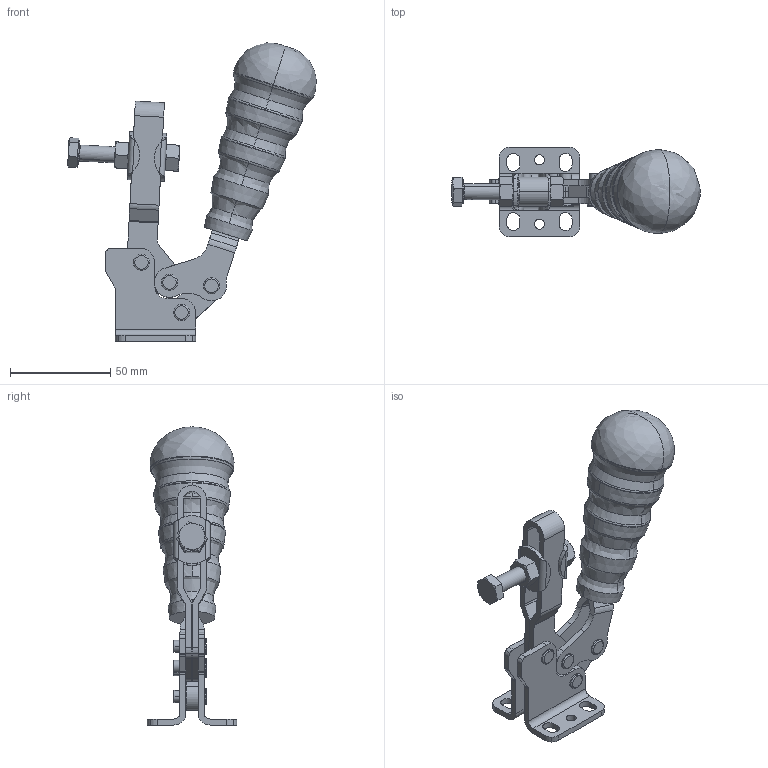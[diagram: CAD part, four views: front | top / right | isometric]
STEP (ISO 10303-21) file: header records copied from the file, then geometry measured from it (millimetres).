
FILE_DESCRIPTION((''),'2;1');
FILE_NAME('133.0-opened.stp','2005-09-27T16:57:39',('Kysilko'),(''),'Autodesk Inventor 8','Autodesk Inventor 8','');
FILE_SCHEMA(('AUTOMOTIVE_DESIGN { 1 0 10303 214 1 1 1 1 }'));
Length unit declared in the file: millimetre
Products named in the file (1): Part43
Bounding box: 123.95 x 44.52 x 148.64 mm (x, y, z)
Volume: 112824.6 mm3; surface area: 36455.6 mm2
Topology: 1 solids, 3 shells, 1091 faces, 3603 edges, 2177 vertices
Faces by surface type: plane 393, cone 356, cylinder 190, bspline 130, torus 22
Entity records: 42449 total; most frequent: CARTESIAN_POINT 11807, ORIENTED_EDGE 7188, DIRECTION 6283, EDGE_CURVE 3594, AXIS2_PLACEMENT_3D 2391, VERTEX_POINT 2177, VECTOR 1501, LINE 1501
